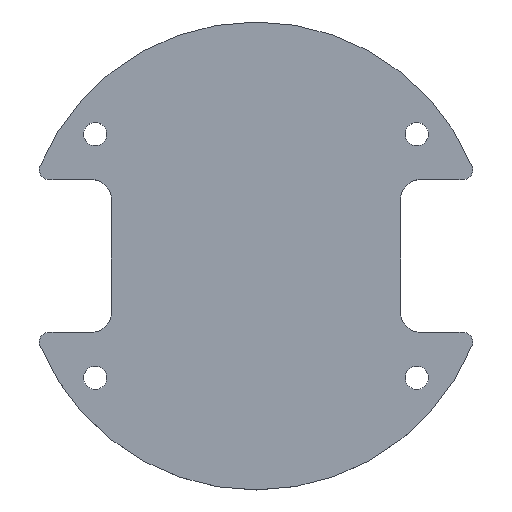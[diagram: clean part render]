
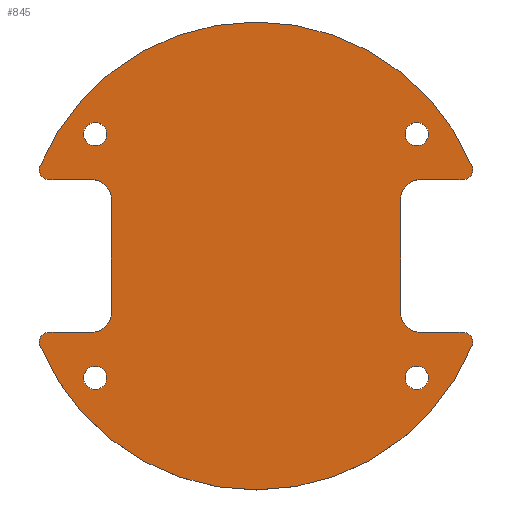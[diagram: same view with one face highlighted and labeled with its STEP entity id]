
A CAD part, top view. The second image highlights one B-rep face of the part: STEP entity #845.
In plain terms, the highlighted planar face has unit normal (0, 0, 1).
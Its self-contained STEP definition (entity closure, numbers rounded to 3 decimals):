
#70=CARTESIAN_POINT('Vertex',(-148.374,-58.03,-3255.406)) ;
#75=CARTESIAN_POINT('Line Origine',(-148.374,-29.015,-3255.406)) ;
#79=CARTESIAN_POINT('Vertex',(-148.374,0.,-3255.406)) ;
#117=CARTESIAN_POINT('Vertex',(-168.625,-78.281,-3255.406)) ;
#120=CARTESIAN_POINT('Axis2P3D Location',(-168.625,-58.03,-3255.406)) ;
#132=CARTESIAN_POINT('Line Origine',(-148.374,29.015,-3255.406)) ;
#136=CARTESIAN_POINT('Vertex',(-148.374,58.03,-3255.406)) ;
#170=CARTESIAN_POINT('Axis2P3D Location',(-168.625,58.03,-3255.406)) ;
#174=CARTESIAN_POINT('Vertex',(-168.625,78.281,-3255.406)) ;
#198=CARTESIAN_POINT('Vertex',(148.374,58.03,-3255.406)) ;
#203=CARTESIAN_POINT('Line Origine',(148.374,29.015,-3255.406)) ;
#207=CARTESIAN_POINT('Vertex',(148.374,0.,-3255.406)) ;
#245=CARTESIAN_POINT('Vertex',(168.625,78.281,-3255.406)) ;
#248=CARTESIAN_POINT('Axis2P3D Location',(168.625,58.03,-3255.406)) ;
#260=CARTESIAN_POINT('Line Origine',(148.374,-29.015,-3255.406)) ;
#264=CARTESIAN_POINT('Vertex',(148.374,-58.03,-3255.406)) ;
#298=CARTESIAN_POINT('Axis2P3D Location',(168.625,-58.03,-3255.406)) ;
#302=CARTESIAN_POINT('Vertex',(168.625,-78.281,-3255.406)) ;
#322=CARTESIAN_POINT('Axis2P3D Location',(0.,0.,-3255.406)) ;
#326=CARTESIAN_POINT('Vertex',(221.617,-92.119,-3255.406)) ;
#328=CARTESIAN_POINT('Vertex',(-115.062,-210.62,-3255.406)) ;
#369=CARTESIAN_POINT('Line Origine',(190.504,-78.281,-3255.406)) ;
#373=CARTESIAN_POINT('Vertex',(212.383,-78.281,-3255.406)) ;
#398=CARTESIAN_POINT('Axis2P3D Location',(212.383,-88.281,-3255.406)) ;
#423=CARTESIAN_POINT('Vertex',(115.062,210.62,-3255.406)) ;
#426=CARTESIAN_POINT('Axis2P3D Location',(0.,0.,-3255.406)) ;
#430=CARTESIAN_POINT('Vertex',(221.617,92.119,-3255.406)) ;
#454=CARTESIAN_POINT('Vertex',(212.383,78.281,-3255.406)) ;
#459=CARTESIAN_POINT('Line Origine',(190.504,78.281,-3255.406)) ;
#486=CARTESIAN_POINT('Axis2P3D Location',(212.383,88.281,-3255.406)) ;
#505=CARTESIAN_POINT('Axis2P3D Location',(0.,0.,-3255.406)) ;
#509=CARTESIAN_POINT('Vertex',(-221.617,-92.119,-3255.406)) ;
#524=CARTESIAN_POINT('Line Origine',(-190.504,-78.281,-3255.406)) ;
#528=CARTESIAN_POINT('Vertex',(-212.383,-78.281,-3255.406)) ;
#560=CARTESIAN_POINT('Axis2P3D Location',(-212.383,-88.281,-3255.406)) ;
#572=CARTESIAN_POINT('Axis2P3D Location',(0.,0.,-3255.406)) ;
#576=CARTESIAN_POINT('Vertex',(-221.617,92.119,-3255.406)) ;
#602=CARTESIAN_POINT('Vertex',(-212.383,78.281,-3255.406)) ;
#612=CARTESIAN_POINT('Line Origine',(-190.504,78.281,-3255.406)) ;
#634=CARTESIAN_POINT('Axis2P3D Location',(-212.383,88.281,-3255.406)) ;
#746=CARTESIAN_POINT('Axis2P3D Location',(0.,0.,-3255.406)) ;
#773=CARTESIAN_POINT('Axis2P3D Location',(-165.,125.,-3255.406)) ;
#777=CARTESIAN_POINT('Vertex',(-177.,125.,-3255.406)) ;
#779=CARTESIAN_POINT('Vertex',(-153.,125.,-3255.406)) ;
#782=CARTESIAN_POINT('Axis2P3D Location',(-165.,125.,-3255.406)) ;
#791=CARTESIAN_POINT('Axis2P3D Location',(-165.,-125.,-3255.406)) ;
#795=CARTESIAN_POINT('Vertex',(-177.,-125.,-3255.406)) ;
#797=CARTESIAN_POINT('Vertex',(-153.,-125.,-3255.406)) ;
#800=CARTESIAN_POINT('Axis2P3D Location',(-165.,-125.,-3255.406)) ;
#809=CARTESIAN_POINT('Axis2P3D Location',(165.,125.,-3255.406)) ;
#813=CARTESIAN_POINT('Vertex',(177.,125.,-3255.406)) ;
#815=CARTESIAN_POINT('Vertex',(153.,125.,-3255.406)) ;
#818=CARTESIAN_POINT('Axis2P3D Location',(165.,125.,-3255.406)) ;
#827=CARTESIAN_POINT('Axis2P3D Location',(165.,-125.,-3255.406)) ;
#831=CARTESIAN_POINT('Vertex',(177.,-125.,-3255.406)) ;
#833=CARTESIAN_POINT('Vertex',(153.,-125.,-3255.406)) ;
#836=CARTESIAN_POINT('Axis2P3D Location',(165.,-125.,-3255.406)) ;
#76=DIRECTION('Vector Direction',(0.,-1.,0.)) ;
#121=DIRECTION('Axis2P3D Direction',(0.,0.,1.)) ;
#133=DIRECTION('Vector Direction',(0.,1.,0.)) ;
#171=DIRECTION('Axis2P3D Direction',(0.,0.,1.)) ;
#204=DIRECTION('Vector Direction',(0.,1.,0.)) ;
#249=DIRECTION('Axis2P3D Direction',(0.,0.,1.)) ;
#261=DIRECTION('Vector Direction',(0.,-1.,0.)) ;
#299=DIRECTION('Axis2P3D Direction',(0.,0.,1.)) ;
#323=DIRECTION('Axis2P3D Direction',(0.,0.,-1.)) ;
#370=DIRECTION('Vector Direction',(1.,0.,0.)) ;
#399=DIRECTION('Axis2P3D Direction',(0.,0.,1.)) ;
#427=DIRECTION('Axis2P3D Direction',(0.,0.,-1.)) ;
#460=DIRECTION('Vector Direction',(1.,0.,0.)) ;
#487=DIRECTION('Axis2P3D Direction',(0.,0.,-1.)) ;
#506=DIRECTION('Axis2P3D Direction',(0.,0.,-1.)) ;
#525=DIRECTION('Vector Direction',(-1.,0.,0.)) ;
#561=DIRECTION('Axis2P3D Direction',(0.,0.,1.)) ;
#573=DIRECTION('Axis2P3D Direction',(0.,0.,-1.)) ;
#613=DIRECTION('Vector Direction',(-1.,0.,0.)) ;
#635=DIRECTION('Axis2P3D Direction',(0.,0.,-1.)) ;
#747=DIRECTION('Axis2P3D Direction',(0.,0.,-1.)) ;
#748=DIRECTION('Axis2P3D XDirection',(1.,0.,0.)) ;
#774=DIRECTION('Axis2P3D Direction',(0.,0.,-1.)) ;
#783=DIRECTION('Axis2P3D Direction',(0.,0.,-1.)) ;
#792=DIRECTION('Axis2P3D Direction',(0.,0.,-1.)) ;
#801=DIRECTION('Axis2P3D Direction',(0.,0.,-1.)) ;
#810=DIRECTION('Axis2P3D Direction',(0.,0.,-1.)) ;
#819=DIRECTION('Axis2P3D Direction',(0.,0.,-1.)) ;
#828=DIRECTION('Axis2P3D Direction',(0.,0.,-1.)) ;
#837=DIRECTION('Axis2P3D Direction',(0.,0.,-1.)) ;
#122=AXIS2_PLACEMENT_3D('Circle Axis2P3D',#120,#121,$) ;
#172=AXIS2_PLACEMENT_3D('Circle Axis2P3D',#170,#171,$) ;
#250=AXIS2_PLACEMENT_3D('Circle Axis2P3D',#248,#249,$) ;
#300=AXIS2_PLACEMENT_3D('Circle Axis2P3D',#298,#299,$) ;
#324=AXIS2_PLACEMENT_3D('Circle Axis2P3D',#322,#323,$) ;
#400=AXIS2_PLACEMENT_3D('Circle Axis2P3D',#398,#399,$) ;
#428=AXIS2_PLACEMENT_3D('Circle Axis2P3D',#426,#427,$) ;
#488=AXIS2_PLACEMENT_3D('Circle Axis2P3D',#486,#487,$) ;
#507=AXIS2_PLACEMENT_3D('Circle Axis2P3D',#505,#506,$) ;
#562=AXIS2_PLACEMENT_3D('Circle Axis2P3D',#560,#561,$) ;
#574=AXIS2_PLACEMENT_3D('Circle Axis2P3D',#572,#573,$) ;
#636=AXIS2_PLACEMENT_3D('Circle Axis2P3D',#634,#635,$) ;
#749=AXIS2_PLACEMENT_3D('Plane Axis2P3D',#746,#747,#748) ;
#775=AXIS2_PLACEMENT_3D('Circle Axis2P3D',#773,#774,$) ;
#784=AXIS2_PLACEMENT_3D('Circle Axis2P3D',#782,#783,$) ;
#793=AXIS2_PLACEMENT_3D('Circle Axis2P3D',#791,#792,$) ;
#802=AXIS2_PLACEMENT_3D('Circle Axis2P3D',#800,#801,$) ;
#811=AXIS2_PLACEMENT_3D('Circle Axis2P3D',#809,#810,$) ;
#820=AXIS2_PLACEMENT_3D('Circle Axis2P3D',#818,#819,$) ;
#829=AXIS2_PLACEMENT_3D('Circle Axis2P3D',#827,#828,$) ;
#838=AXIS2_PLACEMENT_3D('Circle Axis2P3D',#836,#837,$) ;
#752=ORIENTED_EDGE('',*,*,#638,.F.) ;
#753=ORIENTED_EDGE('',*,*,#616,.F.) ;
#754=ORIENTED_EDGE('',*,*,#176,.F.) ;
#755=ORIENTED_EDGE('',*,*,#138,.F.) ;
#756=ORIENTED_EDGE('',*,*,#81,.F.) ;
#757=ORIENTED_EDGE('',*,*,#124,.F.) ;
#758=ORIENTED_EDGE('',*,*,#530,.F.) ;
#759=ORIENTED_EDGE('',*,*,#564,.F.) ;
#760=ORIENTED_EDGE('',*,*,#511,.F.) ;
#761=ORIENTED_EDGE('',*,*,#330,.F.) ;
#762=ORIENTED_EDGE('',*,*,#402,.F.) ;
#763=ORIENTED_EDGE('',*,*,#375,.F.) ;
#764=ORIENTED_EDGE('',*,*,#304,.F.) ;
#765=ORIENTED_EDGE('',*,*,#266,.F.) ;
#766=ORIENTED_EDGE('',*,*,#209,.F.) ;
#767=ORIENTED_EDGE('',*,*,#252,.F.) ;
#768=ORIENTED_EDGE('',*,*,#463,.F.) ;
#769=ORIENTED_EDGE('',*,*,#490,.F.) ;
#770=ORIENTED_EDGE('',*,*,#432,.F.) ;
#771=ORIENTED_EDGE('',*,*,#578,.F.) ;
#788=ORIENTED_EDGE('',*,*,#781,.T.) ;
#789=ORIENTED_EDGE('',*,*,#786,.T.) ;
#806=ORIENTED_EDGE('',*,*,#799,.T.) ;
#807=ORIENTED_EDGE('',*,*,#804,.T.) ;
#824=ORIENTED_EDGE('',*,*,#817,.T.) ;
#825=ORIENTED_EDGE('',*,*,#822,.T.) ;
#842=ORIENTED_EDGE('',*,*,#835,.T.) ;
#843=ORIENTED_EDGE('',*,*,#840,.T.) ;
#790=FACE_BOUND('',#787,.T.) ;
#808=FACE_BOUND('',#805,.T.) ;
#826=FACE_BOUND('',#823,.T.) ;
#844=FACE_BOUND('',#841,.T.) ;
#77=VECTOR('Line Direction',#76,1.) ;
#134=VECTOR('Line Direction',#133,1.) ;
#205=VECTOR('Line Direction',#204,1.) ;
#262=VECTOR('Line Direction',#261,1.) ;
#371=VECTOR('Line Direction',#370,1.) ;
#461=VECTOR('Line Direction',#460,1.) ;
#526=VECTOR('Line Direction',#525,1.) ;
#614=VECTOR('Line Direction',#613,1.) ;
#845=ADVANCED_FACE('',(#772,#790,#808,#826,#844),#750,.F.) ;
#123=CIRCLE('generated circle',#122,20.251) ;
#173=CIRCLE('generated circle',#172,20.251) ;
#251=CIRCLE('generated circle',#250,20.251) ;
#301=CIRCLE('generated circle',#300,20.251) ;
#325=CIRCLE('generated circle',#324,240.) ;
#401=CIRCLE('generated circle',#400,10.) ;
#429=CIRCLE('generated circle',#428,240.) ;
#489=CIRCLE('generated circle',#488,10.) ;
#508=CIRCLE('generated circle',#507,240.) ;
#563=CIRCLE('generated circle',#562,10.) ;
#575=CIRCLE('generated circle',#574,240.) ;
#637=CIRCLE('generated circle',#636,10.) ;
#776=CIRCLE('generated circle',#775,12.) ;
#785=CIRCLE('generated circle',#784,12.) ;
#794=CIRCLE('generated circle',#793,12.) ;
#803=CIRCLE('generated circle',#802,12.) ;
#812=CIRCLE('generated circle',#811,12.) ;
#821=CIRCLE('generated circle',#820,12.) ;
#830=CIRCLE('generated circle',#829,12.) ;
#839=CIRCLE('generated circle',#838,12.) ;
#81=EDGE_CURVE('',#71,#80,#78,.F.) ;
#124=EDGE_CURVE('',#118,#71,#123,.T.) ;
#138=EDGE_CURVE('',#80,#137,#135,.T.) ;
#176=EDGE_CURVE('',#137,#175,#173,.T.) ;
#209=EDGE_CURVE('',#199,#208,#206,.F.) ;
#252=EDGE_CURVE('',#246,#199,#251,.T.) ;
#266=EDGE_CURVE('',#208,#265,#263,.T.) ;
#304=EDGE_CURVE('',#265,#303,#301,.T.) ;
#330=EDGE_CURVE('',#327,#329,#325,.T.) ;
#375=EDGE_CURVE('',#303,#374,#372,.T.) ;
#402=EDGE_CURVE('',#374,#327,#401,.F.) ;
#432=EDGE_CURVE('',#424,#431,#429,.T.) ;
#463=EDGE_CURVE('',#455,#246,#462,.F.) ;
#490=EDGE_CURVE('',#431,#455,#489,.T.) ;
#511=EDGE_CURVE('',#329,#510,#508,.T.) ;
#530=EDGE_CURVE('',#529,#118,#527,.F.) ;
#564=EDGE_CURVE('',#510,#529,#563,.F.) ;
#578=EDGE_CURVE('',#577,#424,#575,.T.) ;
#616=EDGE_CURVE('',#175,#603,#615,.T.) ;
#638=EDGE_CURVE('',#603,#577,#637,.T.) ;
#781=EDGE_CURVE('',#778,#780,#776,.T.) ;
#786=EDGE_CURVE('',#780,#778,#785,.T.) ;
#799=EDGE_CURVE('',#796,#798,#794,.T.) ;
#804=EDGE_CURVE('',#798,#796,#803,.T.) ;
#817=EDGE_CURVE('',#814,#816,#812,.T.) ;
#822=EDGE_CURVE('',#816,#814,#821,.T.) ;
#835=EDGE_CURVE('',#832,#834,#830,.T.) ;
#840=EDGE_CURVE('',#834,#832,#839,.T.) ;
#751=EDGE_LOOP('',(#752,#753,#754,#755,#756,#757,#758,#759,#760,#761,#762,#763,#764,#765,#766,#767,#768,#769,#770,#771)) ;
#787=EDGE_LOOP('',(#788,#789)) ;
#805=EDGE_LOOP('',(#806,#807)) ;
#823=EDGE_LOOP('',(#824,#825)) ;
#841=EDGE_LOOP('',(#842,#843)) ;
#772=FACE_OUTER_BOUND('',#751,.T.) ;
#78=LINE('Line',#75,#77) ;
#135=LINE('Line',#132,#134) ;
#206=LINE('Line',#203,#205) ;
#263=LINE('Line',#260,#262) ;
#372=LINE('Line',#369,#371) ;
#462=LINE('Line',#459,#461) ;
#527=LINE('Line',#524,#526) ;
#615=LINE('Line',#612,#614) ;
#750=PLANE('Plane',#749) ;
#71=VERTEX_POINT('',#70) ;
#80=VERTEX_POINT('',#79) ;
#118=VERTEX_POINT('',#117) ;
#137=VERTEX_POINT('',#136) ;
#175=VERTEX_POINT('',#174) ;
#199=VERTEX_POINT('',#198) ;
#208=VERTEX_POINT('',#207) ;
#246=VERTEX_POINT('',#245) ;
#265=VERTEX_POINT('',#264) ;
#303=VERTEX_POINT('',#302) ;
#327=VERTEX_POINT('',#326) ;
#329=VERTEX_POINT('',#328) ;
#374=VERTEX_POINT('',#373) ;
#424=VERTEX_POINT('',#423) ;
#431=VERTEX_POINT('',#430) ;
#455=VERTEX_POINT('',#454) ;
#510=VERTEX_POINT('',#509) ;
#529=VERTEX_POINT('',#528) ;
#577=VERTEX_POINT('',#576) ;
#603=VERTEX_POINT('',#602) ;
#778=VERTEX_POINT('',#777) ;
#780=VERTEX_POINT('',#779) ;
#796=VERTEX_POINT('',#795) ;
#798=VERTEX_POINT('',#797) ;
#814=VERTEX_POINT('',#813) ;
#816=VERTEX_POINT('',#815) ;
#832=VERTEX_POINT('',#831) ;
#834=VERTEX_POINT('',#833) ;
